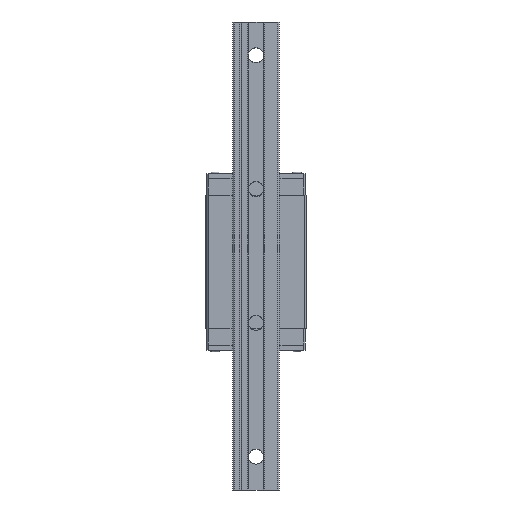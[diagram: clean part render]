
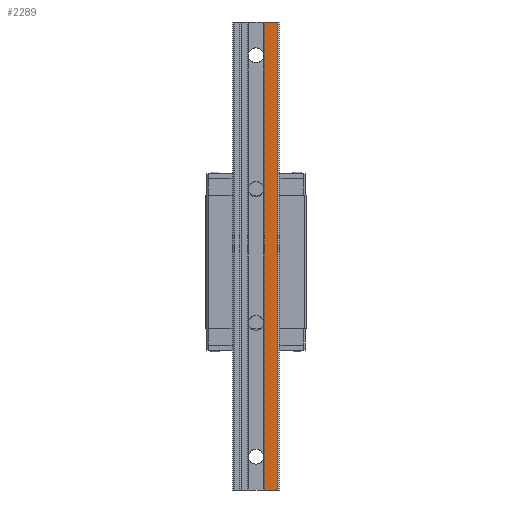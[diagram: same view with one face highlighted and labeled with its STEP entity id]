
A CAD part, front view. The second image highlights one B-rep face of the part: STEP entity #2289.
In plain terms, the highlighted planar face has unit normal (0, -1, 0).
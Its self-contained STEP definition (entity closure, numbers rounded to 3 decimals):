
#64 = AXIS2_PLACEMENT_3D ( 'NONE', #6759, #5914, #5097 ) ;
#71 = EDGE_LOOP ( 'NONE', ( #1107, #2260, #6460, #3924 ) ) ;
#615 = VECTOR ( 'NONE', #5594, 1000. ) ;
#887 = VERTEX_POINT ( 'NONE', #7952 ) ;
#1107 = ORIENTED_EDGE ( 'NONE', *, *, #7060, .F. ) ;
#1472 = DIRECTION ( 'NONE',  ( 1., 0., 0. ) ) ;
#1948 = CARTESIAN_POINT ( 'NONE',  ( 5., -23., -280. ) ) ;
#2260 = ORIENTED_EDGE ( 'NONE', *, *, #3610, .F. ) ;
#2284 = CARTESIAN_POINT ( 'NONE',  ( 5., -23., 0. ) ) ;
#2289 = ADVANCED_FACE ( 'NONE', ( #6925 ), #7554, .T. ) ;
#2332 = VECTOR ( 'NONE', #1472, 1000. ) ;
#2418 = VERTEX_POINT ( 'NONE', #5139 ) ;
#3112 = LINE ( 'NONE', #2284, #2332 ) ;
#3275 = DIRECTION ( 'NONE',  ( 0., 0., 1. ) ) ;
#3380 = DIRECTION ( 'NONE',  ( 1., 0., 0. ) ) ;
#3434 = VERTEX_POINT ( 'NONE', #6288 ) ;
#3532 = EDGE_CURVE ( 'NONE', #887, #2418, #4928, .T. ) ;
#3610 = EDGE_CURVE ( 'NONE', #7295, #3434, #7248, .T. ) ;
#3924 = ORIENTED_EDGE ( 'NONE', *, *, #3532, .T. ) ;
#4093 = CARTESIAN_POINT ( 'NONE',  ( 13., -23., -280. ) ) ;
#4191 = CARTESIAN_POINT ( 'NONE',  ( 5., -23., -280. ) ) ;
#4928 = LINE ( 'NONE', #4093, #4954 ) ;
#4954 = VECTOR ( 'NONE', #3275, 1000. ) ;
#5097 = DIRECTION ( 'NONE',  ( 0., 0., -1. ) ) ;
#5139 = CARTESIAN_POINT ( 'NONE',  ( 13., -23., 0. ) ) ;
#5234 = LINE ( 'NONE', #4191, #6188 ) ;
#5594 = DIRECTION ( 'NONE',  ( 0., 0., 1. ) ) ;
#5914 = DIRECTION ( 'NONE',  ( 0., -1., 0. ) ) ;
#6188 = VECTOR ( 'NONE', #3380, 1000. ) ;
#6269 = EDGE_CURVE ( 'NONE', #7295, #887, #5234, .T. ) ;
#6288 = CARTESIAN_POINT ( 'NONE',  ( 5., -23., 0. ) ) ;
#6439 = CARTESIAN_POINT ( 'NONE',  ( 5., -23., -280. ) ) ;
#6460 = ORIENTED_EDGE ( 'NONE', *, *, #6269, .T. ) ;
#6759 = CARTESIAN_POINT ( 'NONE',  ( 5., -23., -280. ) ) ;
#6925 = FACE_OUTER_BOUND ( 'NONE', #71, .T. ) ;
#7060 = EDGE_CURVE ( 'NONE', #3434, #2418, #3112, .T. ) ;
#7248 = LINE ( 'NONE', #6439, #615 ) ;
#7295 = VERTEX_POINT ( 'NONE', #1948 ) ;
#7554 = PLANE ( 'NONE',  #64 ) ;
#7952 = CARTESIAN_POINT ( 'NONE',  ( 13., -23., -280. ) ) ;
